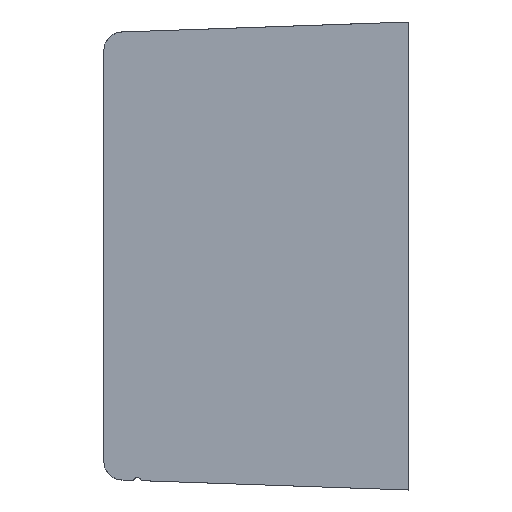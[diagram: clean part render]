
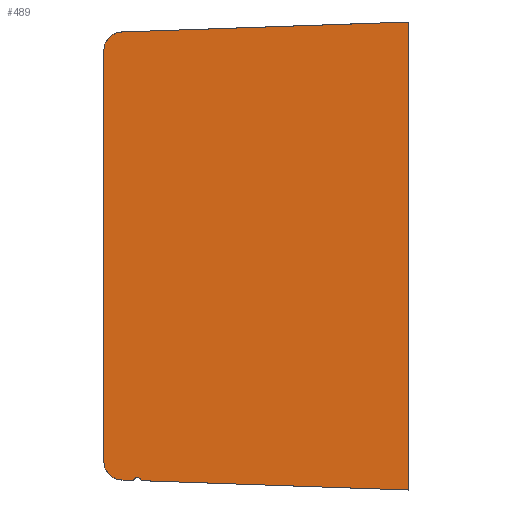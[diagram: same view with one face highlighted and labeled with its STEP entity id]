
A CAD part, left-side view. The second image highlights one B-rep face of the part: STEP entity #489.
In plain terms, the highlighted planar face has unit normal (1, 0, 0).
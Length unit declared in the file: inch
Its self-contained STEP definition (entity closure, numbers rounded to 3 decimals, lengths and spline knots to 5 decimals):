
#17 = CIRCLE ( 'NONE', #10777, 0.2 ) ;
#85 = VERTEX_POINT ( 'NONE', #2126 ) ;
#484 = VERTEX_POINT ( 'NONE', #15133 ) ;
#489 = ADVANCED_FACE ( 'NONE', ( #13016 ), #15177, .T. ) ;
#608 = CARTESIAN_POINT ( 'NONE',  ( -0.9935, 3.05, 2.19337 ) ) ;
#844 = CARTESIAN_POINT ( 'NONE',  ( -0.9935, 3.05698, -2.39325 ) ) ;
#1046 = AXIS2_PLACEMENT_3D ( 'NONE', #11398, #3260, #12735 ) ;
#1405 = EDGE_LOOP ( 'NONE', ( #7738, #5862, #11598, #8681, #12601, #14607, #13010, #14676 ) ) ;
#1821 = CIRCLE ( 'NONE', #7067, 0.2 ) ;
#2016 = DIRECTION ( 'NONE',  ( 0., 0., -1. ) ) ;
#2126 = CARTESIAN_POINT ( 'NONE',  ( -0.9935, 2.84799, -2.40055 ) ) ;
#2173 = LINE ( 'NONE', #4738, #5425 ) ;
#2229 = VERTEX_POINT ( 'NONE', #13952 ) ;
#2548 = EDGE_CURVE ( 'NONE', #15410, #13874, #12768, .T. ) ;
#2583 = CARTESIAN_POINT ( 'NONE',  ( -0.9935, 0., -2.5 ) ) ;
#3153 = CARTESIAN_POINT ( 'NONE',  ( -0.9935, 0., 2.5 ) ) ;
#3165 = DIRECTION ( 'NONE',  ( 1., 0., 0. ) ) ;
#3260 = DIRECTION ( 'NONE',  ( -1., 0., 0. ) ) ;
#3599 = CARTESIAN_POINT ( 'NONE',  ( -0.9935, 3.25, 2.19337 ) ) ;
#4544 = EDGE_CURVE ( 'NONE', #2229, #14393, #2173, .T. ) ;
#4738 = CARTESIAN_POINT ( 'NONE',  ( -0.9935, 3.25, 2.5 ) ) ;
#4801 = DIRECTION ( 'NONE',  ( 0., 0., 1. ) ) ;
#5002 = VECTOR ( 'NONE', #12329, 39.37008 ) ;
#5423 = LINE ( 'NONE', #11019, #5002 ) ;
#5425 = VECTOR ( 'NONE', #4801, 39.37008 ) ;
#5679 = EDGE_CURVE ( 'NONE', #85, #15410, #12721, .T. ) ;
#5862 = ORIENTED_EDGE ( 'NONE', *, *, #14452, .T. ) ;
#6040 = VECTOR ( 'NONE', #6283, 39.37008 ) ;
#6283 = DIRECTION ( 'NONE',  ( 0., 0.999, 0.035 ) ) ;
#6354 = CARTESIAN_POINT ( 'NONE',  ( -0.9935, 2.93311, -2.39757 ) ) ;
#7067 = AXIS2_PLACEMENT_3D ( 'NONE', #11295, #3165, #12617 ) ;
#7581 = VECTOR ( 'NONE', #9492, 39.37008 ) ;
#7725 = AXIS2_PLACEMENT_3D ( 'NONE', #14647, #14619, #14597 ) ;
#7738 = ORIENTED_EDGE ( 'NONE', *, *, #9695, .T. ) ;
#8681 = ORIENTED_EDGE ( 'NONE', *, *, #2548, .T. ) ;
#9246 = DIRECTION ( 'NONE',  ( 0., 0., -1. ) ) ;
#9248 = CARTESIAN_POINT ( 'NONE',  ( -0.9935, 2.93311, -2.39757 ) ) ;
#9492 = DIRECTION ( 'NONE',  ( 0., 0.999, 0.035 ) ) ;
#9695 = EDGE_CURVE ( 'NONE', #13068, #12057, #15219, .T. ) ;
#10240 = DIRECTION ( 'NONE',  ( 1., 0., 0. ) ) ;
#10471 = EDGE_CURVE ( 'NONE', #14393, #484, #17, .T. ) ;
#10777 = AXIS2_PLACEMENT_3D ( 'NONE', #608, #10240, #2016 ) ;
#11019 = CARTESIAN_POINT ( 'NONE',  ( -0.9935, 3.05698, 2.39325 ) ) ;
#11295 = CARTESIAN_POINT ( 'NONE',  ( -0.9935, 3.05, -2.19337 ) ) ;
#11398 = CARTESIAN_POINT ( 'NONE',  ( -0.9935, 2.89106, -2.41359 ) ) ;
#11598 = ORIENTED_EDGE ( 'NONE', *, *, #5679, .T. ) ;
#11634 = VECTOR ( 'NONE', #9246, 39.37008 ) ;
#12057 = VERTEX_POINT ( 'NONE', #2583 ) ;
#12329 = DIRECTION ( 'NONE',  ( 0., -0.999, 0.035 ) ) ;
#12601 = ORIENTED_EDGE ( 'NONE', *, *, #16568, .T. ) ;
#12617 = DIRECTION ( 'NONE',  ( 0., 0., -1. ) ) ;
#12721 = CIRCLE ( 'NONE', #1046, 0.045 ) ;
#12735 = DIRECTION ( 'NONE',  ( 0., -1., 0. ) ) ;
#12768 = LINE ( 'NONE', #6354, #6040 ) ;
#13010 = ORIENTED_EDGE ( 'NONE', *, *, #10471, .T. ) ;
#13016 = FACE_OUTER_BOUND ( 'NONE', #1405, .T. ) ;
#13068 = VERTEX_POINT ( 'NONE', #3153 ) ;
#13258 = LINE ( 'NONE', #17593, #7581 ) ;
#13874 = VERTEX_POINT ( 'NONE', #844 ) ;
#13952 = CARTESIAN_POINT ( 'NONE',  ( -0.9935, 3.25, -2.19337 ) ) ;
#14393 = VERTEX_POINT ( 'NONE', #3599 ) ;
#14452 = EDGE_CURVE ( 'NONE', #12057, #85, #13258, .T. ) ;
#14582 = CARTESIAN_POINT ( 'NONE',  ( -0.9935, 0., 2.5 ) ) ;
#14597 = DIRECTION ( 'NONE',  ( 0., 1., 0. ) ) ;
#14607 = ORIENTED_EDGE ( 'NONE', *, *, #4544, .T. ) ;
#14619 = DIRECTION ( 'NONE',  ( 1., 0., 0. ) ) ;
#14647 = CARTESIAN_POINT ( 'NONE',  ( -0.9935, 3.25, 2.5 ) ) ;
#14676 = ORIENTED_EDGE ( 'NONE', *, *, #14854, .T. ) ;
#14854 = EDGE_CURVE ( 'NONE', #484, #13068, #5423, .T. ) ;
#15133 = CARTESIAN_POINT ( 'NONE',  ( -0.9935, 3.05698, 2.39325 ) ) ;
#15177 = PLANE ( 'NONE',  #7725 ) ;
#15219 = LINE ( 'NONE', #14582, #11634 ) ;
#15410 = VERTEX_POINT ( 'NONE', #9248 ) ;
#16568 = EDGE_CURVE ( 'NONE', #13874, #2229, #1821, .T. ) ;
#17593 = CARTESIAN_POINT ( 'NONE',  ( -0.9935, 0., -2.5 ) ) ;
